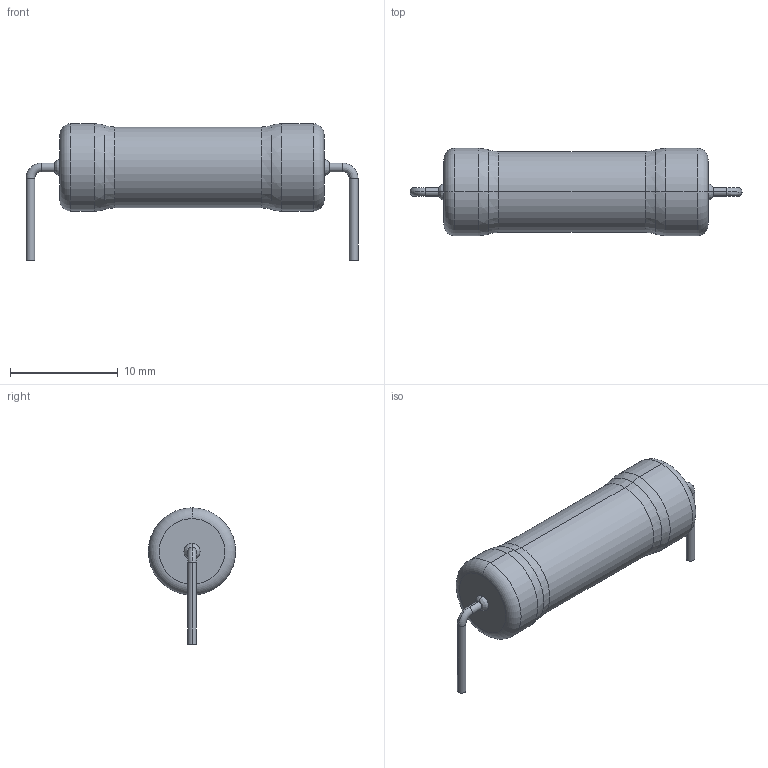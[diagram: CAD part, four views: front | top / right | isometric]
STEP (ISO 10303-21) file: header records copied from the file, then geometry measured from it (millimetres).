
FILE_DESCRIPTION((''),'2;1');
FILE_NAME('RES_PANASONIC_ERG5S.stp','2014-08-19T09:19:36',(''),(''),'Mechanical Desktop 2011','Mechanical Desktop 2011',', , ');
FILE_SCHEMA(('AUTOMOTIVE_DESIGN { 1 2 10303 214 1 1 1 1 }'));
Length unit declared in the file: millimetre
Products named in the file (1): Product
Bounding box: 30.8 x 8.1 x 12.65 mm (x, y, z)
Volume: 1149.9 mm3; surface area: 740 mm2
Topology: 5 solids, 5 shells, 44 faces, 82 edges, 48 vertices
Faces by surface type: bspline 22, cylinder 10, plane 6, torus 6
Entity records: 1630 total; most frequent: CARTESIAN_POINT 727, DIRECTION 196, ORIENTED_EDGE 164, AXIS2_PLACEMENT_3D 91, EDGE_CURVE 82, CIRCLE 68, VERTEX_POINT 48, EDGE_LOOP 44
